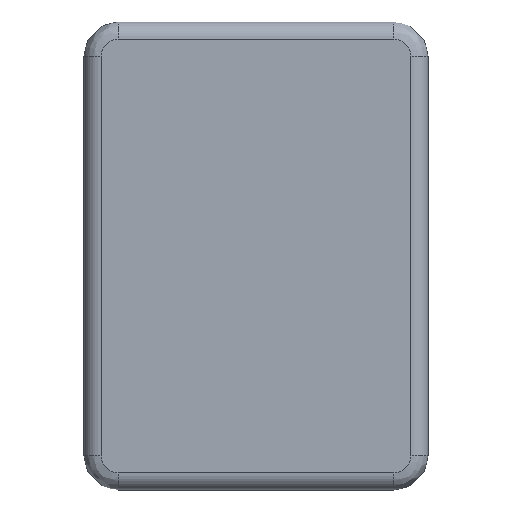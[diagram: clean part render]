
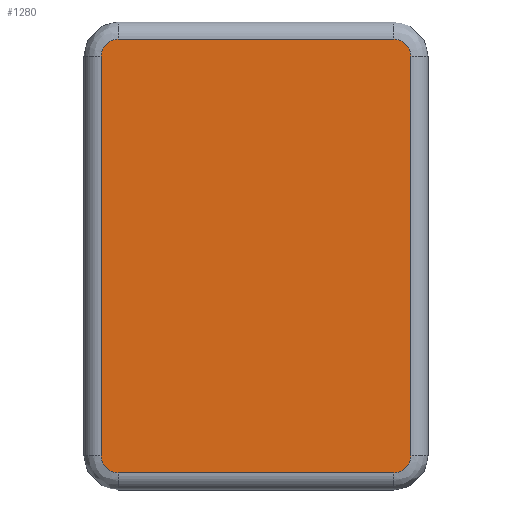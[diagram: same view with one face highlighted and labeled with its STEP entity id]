
A CAD part, front view. The second image highlights one B-rep face of the part: STEP entity #1280.
In plain terms, the highlighted planar face has unit normal (0, -1, 0).
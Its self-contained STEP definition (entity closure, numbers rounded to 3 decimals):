
#1=CARTESIAN_POINT('',(-40.,0.,58.));
#2=DIRECTION('',(0.,-1.,0.));
#3=DIRECTION('',(0.,0.,1.));
#4=AXIS2_PLACEMENT_3D('',#1,#2,#3);
#6=DIRECTION('',(-1.,0.,0.));
#7=VECTOR('',#6,80.);
#8=CARTESIAN_POINT('',(40.,0.,63.));
#9=LINE('',#8,#7);
#10=CARTESIAN_POINT('',(40.,0.,58.));
#11=DIRECTION('',(0.,-1.,0.));
#12=DIRECTION('',(1.,0.,0.));
#13=AXIS2_PLACEMENT_3D('',#10,#11,#12);
#15=DIRECTION('',(0.,0.,1.));
#16=VECTOR('',#15,116.);
#17=CARTESIAN_POINT('',(45.,0.,-58.));
#18=LINE('',#17,#16);
#19=CARTESIAN_POINT('',(40.,0.,-58.));
#20=DIRECTION('',(0.,-1.,0.));
#21=DIRECTION('',(0.,0.,-1.));
#22=AXIS2_PLACEMENT_3D('',#19,#20,#21);
#24=DIRECTION('',(1.,0.,0.));
#25=VECTOR('',#24,80.);
#26=CARTESIAN_POINT('',(-40.,0.,-63.));
#27=LINE('',#26,#25);
#28=CARTESIAN_POINT('',(-40.,0.,-58.));
#29=DIRECTION('',(0.,-1.,0.));
#30=DIRECTION('',(-1.,0.,0.));
#31=AXIS2_PLACEMENT_3D('',#28,#29,#30);
#33=DIRECTION('',(0.,0.,-1.));
#34=VECTOR('',#33,116.);
#35=CARTESIAN_POINT('',(-45.,0.,58.));
#36=LINE('',#35,#34);
#1001=CARTESIAN_POINT('',(-40.,0.,63.));
#1002=CARTESIAN_POINT('',(-45.,0.,58.));
#1003=VERTEX_POINT('',#1001);
#1004=VERTEX_POINT('',#1002);
#1009=CARTESIAN_POINT('',(40.,0.,63.));
#1010=VERTEX_POINT('',#1009);
#1013=CARTESIAN_POINT('',(45.,0.,58.));
#1014=VERTEX_POINT('',#1013);
#1017=CARTESIAN_POINT('',(45.,0.,-58.));
#1018=VERTEX_POINT('',#1017);
#1021=CARTESIAN_POINT('',(40.,0.,-63.));
#1022=VERTEX_POINT('',#1021);
#1025=CARTESIAN_POINT('',(-40.,0.,-63.));
#1026=VERTEX_POINT('',#1025);
#1029=CARTESIAN_POINT('',(-45.,0.,-58.));
#1030=VERTEX_POINT('',#1029);
#1257=CARTESIAN_POINT('',(0.,0.,0.));
#1258=DIRECTION('',(0.,1.,0.));
#1259=DIRECTION('',(0.,0.,1.));
#1260=AXIS2_PLACEMENT_3D('',#1257,#1258,#1259);
#1261=PLANE('',#1260);
#1263=ORIENTED_EDGE('',*,*,#1262,.F.);
#1265=ORIENTED_EDGE('',*,*,#1264,.F.);
#1267=ORIENTED_EDGE('',*,*,#1266,.F.);
#1269=ORIENTED_EDGE('',*,*,#1268,.F.);
#1271=ORIENTED_EDGE('',*,*,#1270,.F.);
#1273=ORIENTED_EDGE('',*,*,#1272,.F.);
#1275=ORIENTED_EDGE('',*,*,#1274,.F.);
#1277=ORIENTED_EDGE('',*,*,#1276,.F.);
#1278=EDGE_LOOP('',(#1263,#1265,#1267,#1269,#1271,#1273,#1275,#1277));
#1279=FACE_OUTER_BOUND('',#1278,.F.);
#1280=ADVANCED_FACE('',(#1279),#1261,.F.);
#5=CIRCLE('',#4,5.);
#14=CIRCLE('',#13,5.);
#23=CIRCLE('',#22,5.);
#32=CIRCLE('',#31,5.);
#1262=EDGE_CURVE('',#1003,#1004,#5,.T.);
#1264=EDGE_CURVE('',#1010,#1003,#9,.T.);
#1266=EDGE_CURVE('',#1014,#1010,#14,.T.);
#1268=EDGE_CURVE('',#1018,#1014,#18,.T.);
#1270=EDGE_CURVE('',#1022,#1018,#23,.T.);
#1272=EDGE_CURVE('',#1026,#1022,#27,.T.);
#1274=EDGE_CURVE('',#1030,#1026,#32,.T.);
#1276=EDGE_CURVE('',#1004,#1030,#36,.T.);
